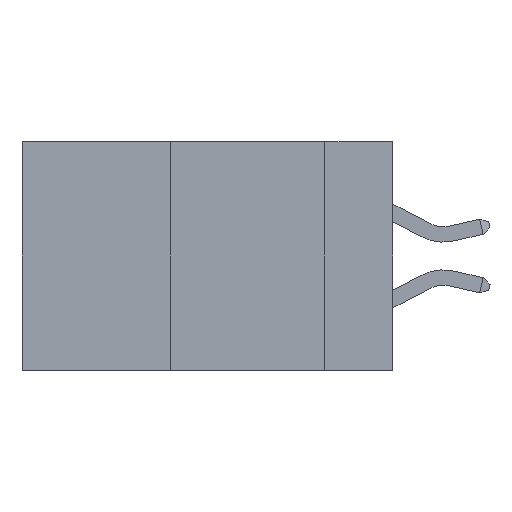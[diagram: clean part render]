
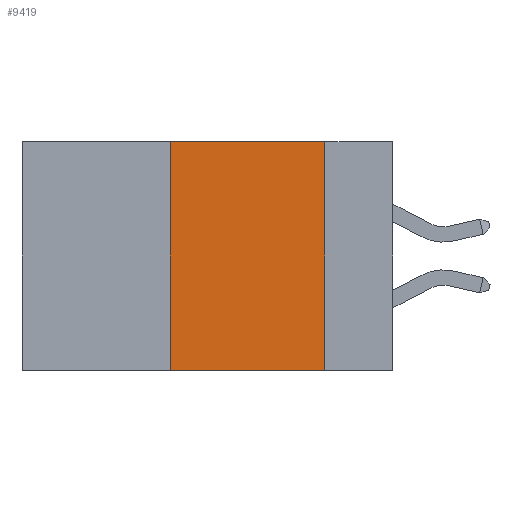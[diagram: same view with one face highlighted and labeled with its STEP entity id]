
A CAD part, left-side view. The second image highlights one B-rep face of the part: STEP entity #9419.
In plain terms, the highlighted planar face has unit normal (-1, 0, 0).
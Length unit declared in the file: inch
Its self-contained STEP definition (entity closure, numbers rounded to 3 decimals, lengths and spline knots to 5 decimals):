
#733 = LINE ( 'NONE', #3013, #9056 ) ;
#783 = VERTEX_POINT ( 'NONE', #6660 ) ;
#1225 = FACE_OUTER_BOUND ( 'NONE', #4356, .T. ) ;
#1453 = DIRECTION ( 'NONE',  ( 0., -1., 0. ) ) ;
#1846 = CARTESIAN_POINT ( 'NONE',  ( 0., 0.11, 0. ) ) ;
#1852 = ORIENTED_EDGE ( 'NONE', *, *, #8067, .F. ) ;
#1945 = DIRECTION ( 'NONE',  ( 0., 0., -1. ) ) ;
#2158 = LINE ( 'NONE', #2493, #7468 ) ;
#2493 = CARTESIAN_POINT ( 'NONE',  ( 0., 0.36, 0. ) ) ;
#2775 = CARTESIAN_POINT ( 'NONE',  ( 0., 0.11, 0. ) ) ;
#3013 = CARTESIAN_POINT ( 'NONE',  ( 0., 0.6, -0.37 ) ) ;
#3262 = AXIS2_PLACEMENT_3D ( 'NONE', #4383, #8209, #9109 ) ;
#3612 = ORIENTED_EDGE ( 'NONE', *, *, #9526, .F. ) ;
#3640 = EDGE_CURVE ( 'NONE', #783, #7646, #2158, .T. ) ;
#3843 = CARTESIAN_POINT ( 'NONE',  ( 0., 0.36, 0. ) ) ;
#4084 = EDGE_CURVE ( 'NONE', #783, #9869, #733, .T. ) ;
#4279 = LINE ( 'NONE', #7032, #5542 ) ;
#4356 = EDGE_LOOP ( 'NONE', ( #1852, #3612, #7251, #7444 ) ) ;
#4383 = CARTESIAN_POINT ( 'NONE',  ( 0., 0.6, 0. ) ) ;
#5542 = VECTOR ( 'NONE', #1453, 39.37008 ) ;
#5868 = PLANE ( 'NONE',  #3262 ) ;
#6660 = CARTESIAN_POINT ( 'NONE',  ( 0., 0.36, -0.37 ) ) ;
#6866 = VECTOR ( 'NONE', #1945, 39.37008 ) ;
#7032 = CARTESIAN_POINT ( 'NONE',  ( 0., 0.6, 0. ) ) ;
#7118 = LINE ( 'NONE', #1846, #6866 ) ;
#7251 = ORIENTED_EDGE ( 'NONE', *, *, #3640, .F. ) ;
#7444 = ORIENTED_EDGE ( 'NONE', *, *, #4084, .T. ) ;
#7468 = VECTOR ( 'NONE', #8094, 39.37008 ) ;
#7646 = VERTEX_POINT ( 'NONE', #3843 ) ;
#8067 = EDGE_CURVE ( 'NONE', #9500, #9869, #7118, .T. ) ;
#8094 = DIRECTION ( 'NONE',  ( 0., 0., 1. ) ) ;
#8209 = DIRECTION ( 'NONE',  ( 1., 0., 0. ) ) ;
#8796 = CARTESIAN_POINT ( 'NONE',  ( 0., 0.11, -0.37 ) ) ;
#9056 = VECTOR ( 'NONE', #10172, 39.37008 ) ;
#9109 = DIRECTION ( 'NONE',  ( 0., 0., -1. ) ) ;
#9419 = ADVANCED_FACE ( 'NONE', ( #1225 ), #5868, .F. ) ;
#9500 = VERTEX_POINT ( 'NONE', #2775 ) ;
#9526 = EDGE_CURVE ( 'NONE', #7646, #9500, #4279, .T. ) ;
#9869 = VERTEX_POINT ( 'NONE', #8796 ) ;
#10172 = DIRECTION ( 'NONE',  ( 0., -1., 0. ) ) ;
